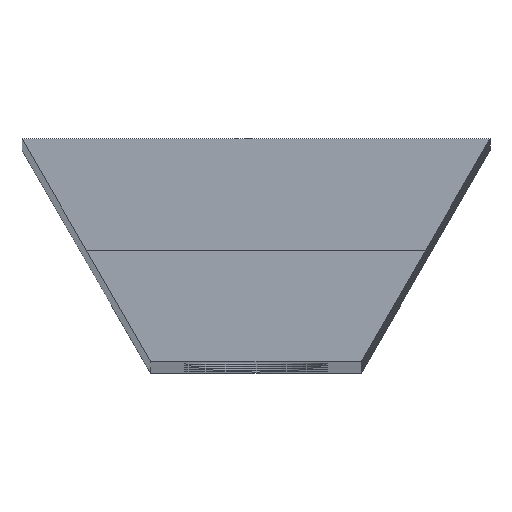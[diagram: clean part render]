
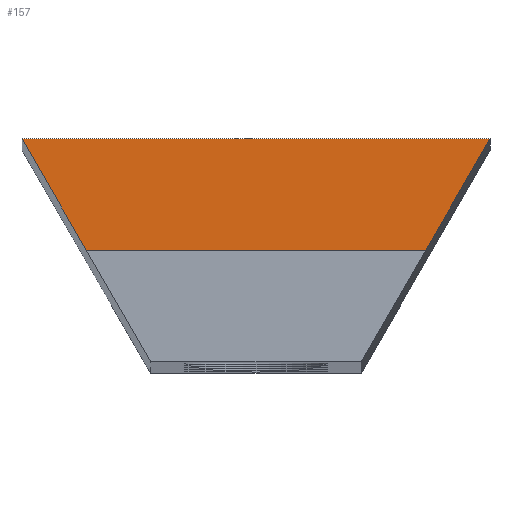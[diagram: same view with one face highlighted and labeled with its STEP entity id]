
A CAD part, top view. The second image highlights one B-rep face of the part: STEP entity #157.
In plain terms, the highlighted planar face has unit normal (0, 0, 1).
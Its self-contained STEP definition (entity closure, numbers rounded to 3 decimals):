
#157 = ADVANCED_FACE ( 'NONE', ( #1801 ), #2210, .F. ) ;
#159 = VERTEX_POINT ( 'NONE', #1215 ) ;
#185 = ORIENTED_EDGE ( 'NONE', *, *, #1842, .T. ) ;
#196 = LINE ( 'NONE', #1634, #715 ) ;
#262 = CARTESIAN_POINT ( 'NONE',  ( 10.5, 10., 150. ) ) ;
#267 = DIRECTION ( 'NONE',  ( -1., 0., 0. ) ) ;
#371 = EDGE_CURVE ( 'NONE', #159, #1924, #196, .T. ) ;
#436 = CARTESIAN_POINT ( 'NONE',  ( 10.5, 10., 150. ) ) ;
#452 = ORIENTED_EDGE ( 'NONE', *, *, #593, .T. ) ;
#560 = VERTEX_POINT ( 'NONE', #1124 ) ;
#593 = EDGE_CURVE ( 'NONE', #2152, #560, #2172, .T. ) ;
#612 = CARTESIAN_POINT ( 'NONE',  ( 10.5, 10., 150. ) ) ;
#708 = LINE ( 'NONE', #262, #1751 ) ;
#715 = VECTOR ( 'NONE', #267, 1000. ) ;
#825 = ORIENTED_EDGE ( 'NONE', *, *, #1710, .T. ) ;
#826 = DIRECTION ( 'NONE',  ( -1., 0., 0. ) ) ;
#832 = LINE ( 'NONE', #2259, #1889 ) ;
#1026 = CARTESIAN_POINT ( 'NONE',  ( 10.5, 5., 150. ) ) ;
#1124 = CARTESIAN_POINT ( 'NONE',  ( -10.5, 10., 150. ) ) ;
#1160 = EDGE_LOOP ( 'NONE', ( #452, #185, #1671, #825 ) ) ;
#1215 = CARTESIAN_POINT ( 'NONE',  ( 7.613, 5., 150. ) ) ;
#1230 = DIRECTION ( 'NONE',  ( -1., 0., 0. ) ) ;
#1634 = CARTESIAN_POINT ( 'NONE',  ( 10.5, 5., 150. ) ) ;
#1671 = ORIENTED_EDGE ( 'NONE', *, *, #371, .F. ) ;
#1710 = EDGE_CURVE ( 'NONE', #159, #2152, #708, .T. ) ;
#1751 = VECTOR ( 'NONE', #2424, 1000. ) ;
#1801 = FACE_OUTER_BOUND ( 'NONE', #1160, .T. ) ;
#1842 = EDGE_CURVE ( 'NONE', #560, #1924, #832, .T. ) ;
#1889 = VECTOR ( 'NONE', #2056, 1000. ) ;
#1924 = VERTEX_POINT ( 'NONE', #2376 ) ;
#2056 = DIRECTION ( 'NONE',  ( 0.5, -0.866, 0. ) ) ;
#2114 = VECTOR ( 'NONE', #826, 1000. ) ;
#2134 = AXIS2_PLACEMENT_3D ( 'NONE', #1026, #2421, #1230 ) ;
#2152 = VERTEX_POINT ( 'NONE', #612 ) ;
#2172 = LINE ( 'NONE', #436, #2114 ) ;
#2210 = PLANE ( 'NONE',  #2134 ) ;
#2259 = CARTESIAN_POINT ( 'NONE',  ( -4.726, 0., 150. ) ) ;
#2376 = CARTESIAN_POINT ( 'NONE',  ( -7.613, 5., 150. ) ) ;
#2421 = DIRECTION ( 'NONE',  ( 0., 0., -1. ) ) ;
#2424 = DIRECTION ( 'NONE',  ( 0.5, 0.866, 0. ) ) ;
